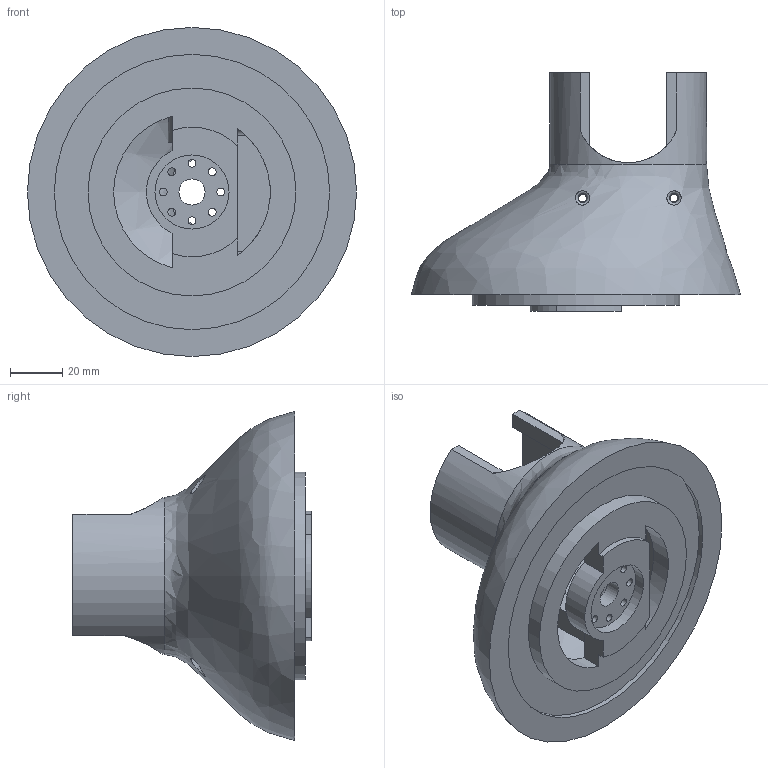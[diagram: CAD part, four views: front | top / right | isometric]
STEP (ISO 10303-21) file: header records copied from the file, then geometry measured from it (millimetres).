
FILE_DESCRIPTION(/* description */ (''),/* implementation_level */ '2;1');
FILE_NAME(/* name */ 'arm_1 (only rotate).stp',/* time_stamp */ '2025-09-19T21:33:54+09:00',/* author */ ('wlgns'),/* organization */ (''),/* preprocessor_version */ 'ST-DEVELOPER v20.1',/* originating_system */ 'Autodesk Inventor 2026',/* authorisation */ '');
FILE_SCHEMA (('AUTOMOTIVE_DESIGN { 1 0 10303 214 3 1 1 }'));
Length unit declared in the file: millimetre
Products named in the file (1): arm_1 (only rotate)
Bounding box: 126 x 91.3 x 126 mm (x, y, z)
Volume: 148197 mm3; surface area: 86706.4 mm2
Topology: 1 solids, 1 shells, 113 faces, 327 edges, 218 vertices
Faces by surface type: plane 63, cylinder 43, torus 4, bspline 3
Full cylindrical faces by diameter (mm): 3 x12, 5.5 x7, 10 x1, 28.4 x1, 60 x1, 79.6 x1, 105.4 x1
Entity records: 5131 total; most frequent: CARTESIAN_POINT 2043, ORIENTED_EDGE 656, DIRECTION 589, EDGE_CURVE 328, VERTEX_POINT 218, AXIS2_PLACEMENT_3D 199, LINE 191, VECTOR 191
